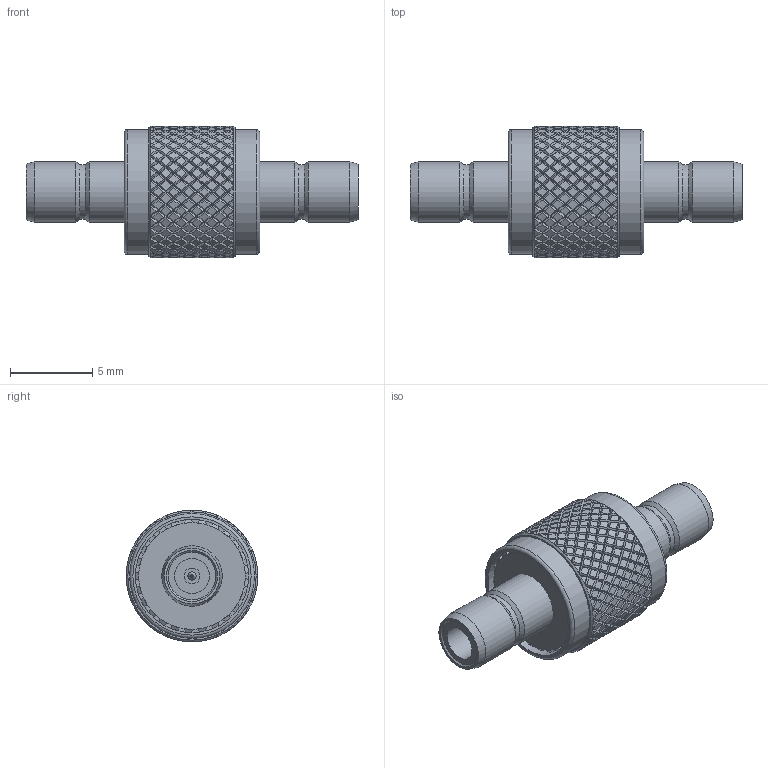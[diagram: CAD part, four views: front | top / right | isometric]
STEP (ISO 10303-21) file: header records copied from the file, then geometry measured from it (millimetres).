
FILE_DESCRIPTION(/* description */ ('Unknown'),/* implementation_level */ '2;1');
FILE_NAME(/* name */ '64416116111000',/* time_stamp */ '2024-03-19T14:52:59+01:00',/* author */ ('Unknown'),/* organization */ ('Unknown'),/* preprocessor_version */ 'ST-DEVELOPER v18.102',/* originating_system */ 'Solid Edge',/* authorisation */ 'Unknown');
FILE_SCHEMA (('AUTOMOTIVE_DESIGN {1 0 10303 214 3 1 1}'));
Length unit declared in the file: millimetre
Products named in the file (5): 64416116111000; 64416116111000_Signalpin; 64416116111000_connector body; 64416116111000_insulator3; 64416116111000_Shelding2
Assembly tree (6 placements, depth 2):
  64416116111000
    64416116111000_Signalpin
    64416116111000_connector body
    64416116111000_insulator3  x2
    64416116111000_Shelding2  x2
Bounding box: 20.2 x 8 x 8 mm (x, y, z)
Volume: 475 mm3; surface area: 1295.9 mm2
Topology: 6 solids, 6 shells, 2491 faces, 5260 edges, 2795 vertices
Faces by surface type: bspline 1408, plane 540, cylinder 529, cone 12, torus 2
Full cylindrical faces by diameter (mm): 0.5 x2, 0.955 x2, 0.96 x2, 1.22 x1, 2.12 x2, 2.9 x4, 3.32 x2, 3.68 x4, 4 x1, 4.05 x2, 6.9 x2, 7.6 x2, 8 x1
Entity records: 68924 total; most frequent: CARTESIAN_POINT 38537, ORIENTED_EDGE 8978, EDGE_CURVE 4489, DIRECTION 2866, VERTEX_POINT 2365, EDGE_LOOP 2218, FACE_BOUND 2218, ADVANCED_FACE 2172
